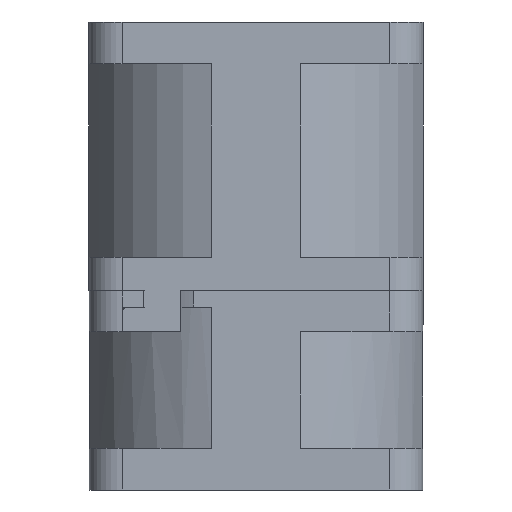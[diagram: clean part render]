
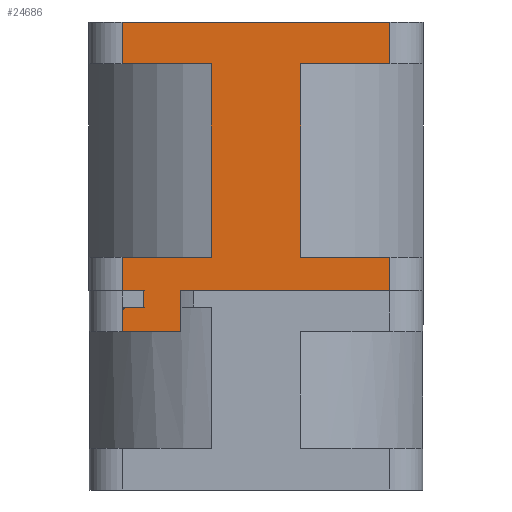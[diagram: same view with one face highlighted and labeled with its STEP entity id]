
A CAD part, front view. The second image highlights one B-rep face of the part: STEP entity #24686.
In plain terms, the highlighted planar face has unit normal (0, -1, 0).
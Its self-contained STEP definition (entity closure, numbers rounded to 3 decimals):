
#476=DIRECTION('',(1.,0.,0.));
#477=VECTOR('',#476,2.573);
#478=CARTESIAN_POINT('',(-16.072,-20.09,0.));
#479=LINE('',#478,#477);
#493=DIRECTION('',(1.,0.,0.));
#494=VECTOR('',#493,25.113);
#495=CARTESIAN_POINT('',(-9.041,-20.09,0.));
#496=LINE('',#495,#494);
#2540=DIRECTION('',(-1.,0.,0.));
#2541=VECTOR('',#2540,32.144);
#2542=CARTESIAN_POINT('',(16.072,-20.09,32.244));
#2543=LINE('',#2542,#2541);
#8257=DIRECTION('',(0.,0.,-1.));
#8258=VECTOR('',#8257,5.023);
#8259=CARTESIAN_POINT('',(-16.072,-20.09,32.244));
#8260=LINE('',#8259,#8258);
#8265=DIRECTION('',(0.,0.,1.));
#8266=VECTOR('',#8265,2.712);
#8267=CARTESIAN_POINT('',(-16.072,-20.09,-4.922));
#8268=LINE('',#8267,#8266);
#8269=DIRECTION('',(0.943,0.,0.333));
#8270=VECTOR('',#8269,0.603);
#8271=CARTESIAN_POINT('',(-16.072,-20.09,-2.21));
#8272=LINE('',#8271,#8270);
#8273=DIRECTION('',(1.,0.,0.));
#8274=VECTOR('',#8273,2.005);
#8275=CARTESIAN_POINT('',(-15.504,-20.09,-2.009));
#8276=LINE('',#8275,#8274);
#8277=DIRECTION('',(0.,0.,1.));
#8278=VECTOR('',#8277,2.009);
#8279=CARTESIAN_POINT('',(-13.499,-20.09,-2.009));
#8280=LINE('',#8279,#8278);
#8281=DIRECTION('',(1.,0.,0.));
#8282=VECTOR('',#8281,10.71);
#8283=CARTESIAN_POINT('',(-16.072,-20.09,4.018));
#8284=LINE('',#8283,#8282);
#8285=DIRECTION('',(-1.,0.,0.));
#8286=VECTOR('',#8285,10.71);
#8287=CARTESIAN_POINT('',(-5.362,-20.09,27.222));
#8288=LINE('',#8287,#8286);
#8289=DIRECTION('',(-1.,0.,0.));
#8290=VECTOR('',#8289,10.71);
#8291=CARTESIAN_POINT('',(16.072,-20.09,27.222));
#8292=LINE('',#8291,#8290);
#8293=DIRECTION('',(1.,0.,0.));
#8294=VECTOR('',#8293,10.71);
#8295=CARTESIAN_POINT('',(5.362,-20.09,4.018));
#8296=LINE('',#8295,#8294);
#8297=DIRECTION('',(0.,0.,1.));
#8298=VECTOR('',#8297,4.922);
#8299=CARTESIAN_POINT('',(-9.041,-20.09,-4.922));
#8300=LINE('',#8299,#8298);
#8322=DIRECTION('',(1.,0.,0.));
#8323=VECTOR('',#8322,7.032);
#8324=CARTESIAN_POINT('',(-16.072,-20.09,-4.922));
#8325=LINE('',#8324,#8323);
#8356=DIRECTION('',(0.,0.,-1.));
#8357=VECTOR('',#8356,4.018);
#8358=CARTESIAN_POINT('',(-16.072,-20.09,4.018));
#8359=LINE('',#8358,#8357);
#8384=DIRECTION('',(0.,0.,-1.));
#8385=VECTOR('',#8384,23.204);
#8386=CARTESIAN_POINT('',(-5.362,-20.09,27.222));
#8387=LINE('',#8386,#8385);
#8446=DIRECTION('',(0.,0.,1.));
#8447=VECTOR('',#8446,5.023);
#8448=CARTESIAN_POINT('',(16.072,-20.09,27.222));
#8449=LINE('',#8448,#8447);
#8470=DIRECTION('',(0.,0.,1.));
#8471=VECTOR('',#8470,23.204);
#8472=CARTESIAN_POINT('',(5.362,-20.09,4.018));
#8473=LINE('',#8472,#8471);
#8498=DIRECTION('',(0.,0.,1.));
#8499=VECTOR('',#8498,4.018);
#8500=CARTESIAN_POINT('',(16.072,-20.09,0.));
#8501=LINE('',#8500,#8499);
#12599=CARTESIAN_POINT('',(-16.072,-20.09,0.));
#12600=VERTEX_POINT('',#12599);
#12601=CARTESIAN_POINT('',(-13.499,-20.09,0.));
#12602=VERTEX_POINT('',#12601);
#12607=CARTESIAN_POINT('',(-9.041,-20.09,0.));
#12608=VERTEX_POINT('',#12607);
#12609=CARTESIAN_POINT('',(16.072,-20.09,0.));
#12610=VERTEX_POINT('',#12609);
#12649=CARTESIAN_POINT('',(16.072,-20.09,32.244));
#12650=VERTEX_POINT('',#12649);
#12651=CARTESIAN_POINT('',(-16.072,-20.09,32.244));
#12652=VERTEX_POINT('',#12651);
#12812=CARTESIAN_POINT('',(16.072,-20.09,4.018));
#12813=VERTEX_POINT('',#12812);
#12814=CARTESIAN_POINT('',(-9.041,-20.09,-4.922));
#12815=VERTEX_POINT('',#12814);
#12816=CARTESIAN_POINT('',(-16.072,-20.09,-4.922));
#12817=VERTEX_POINT('',#12816);
#12818=CARTESIAN_POINT('',(-16.072,-20.09,-2.21));
#12819=VERTEX_POINT('',#12818);
#12820=CARTESIAN_POINT('',(-15.504,-20.09,-2.009));
#12821=VERTEX_POINT('',#12820);
#12822=CARTESIAN_POINT('',(-13.499,-20.09,-2.009));
#12823=VERTEX_POINT('',#12822);
#12824=CARTESIAN_POINT('',(-16.072,-20.09,4.018));
#12825=VERTEX_POINT('',#12824);
#12826=CARTESIAN_POINT('',(-5.362,-20.09,4.018));
#12827=VERTEX_POINT('',#12826);
#12828=CARTESIAN_POINT('',(-5.362,-20.09,27.222));
#12829=VERTEX_POINT('',#12828);
#12830=CARTESIAN_POINT('',(-16.072,-20.09,27.222));
#12831=VERTEX_POINT('',#12830);
#12832=CARTESIAN_POINT('',(16.072,-20.09,27.222));
#12833=VERTEX_POINT('',#12832);
#12834=CARTESIAN_POINT('',(5.362,-20.09,27.222));
#12835=VERTEX_POINT('',#12834);
#12836=CARTESIAN_POINT('',(5.362,-20.09,4.018));
#12837=VERTEX_POINT('',#12836);
#24645=CARTESIAN_POINT('',(0.,-20.09,14.113));
#24646=DIRECTION('',(0.,1.,0.));
#24647=DIRECTION('',(1.,0.,0.));
#24648=AXIS2_PLACEMENT_3D('',#24645,#24646,#24647);
#24649=PLANE('',#24648);
#24651=ORIENTED_EDGE('',*,*,#24650,.F.);
#24653=ORIENTED_EDGE('',*,*,#24652,.F.);
#24655=ORIENTED_EDGE('',*,*,#24654,.T.);
#24657=ORIENTED_EDGE('',*,*,#24656,.T.);
#24659=ORIENTED_EDGE('',*,*,#24658,.T.);
#24661=ORIENTED_EDGE('',*,*,#24660,.T.);
#24662=ORIENTED_EDGE('',*,*,#15845,.F.);
#24664=ORIENTED_EDGE('',*,*,#24663,.F.);
#24666=ORIENTED_EDGE('',*,*,#24665,.T.);
#24668=ORIENTED_EDGE('',*,*,#24667,.F.);
#24670=ORIENTED_EDGE('',*,*,#24669,.T.);
#24671=ORIENTED_EDGE('',*,*,#24636,.F.);
#24672=ORIENTED_EDGE('',*,*,#17658,.F.);
#24674=ORIENTED_EDGE('',*,*,#24673,.F.);
#24676=ORIENTED_EDGE('',*,*,#24675,.T.);
#24678=ORIENTED_EDGE('',*,*,#24677,.F.);
#24680=ORIENTED_EDGE('',*,*,#24679,.T.);
#24682=ORIENTED_EDGE('',*,*,#24681,.F.);
#24683=ORIENTED_EDGE('',*,*,#15853,.F.);
#24684=EDGE_LOOP('',(#24651,#24653,#24655,#24657,#24659,#24661,#24662,#24664,
#24666,#24668,#24670,#24671,#24672,#24674,#24676,#24678,#24680,#24682,#24683));
#24685=FACE_OUTER_BOUND('',#24684,.F.);
#24686=ADVANCED_FACE('',(#24685),#24649,.F.);
#15845=EDGE_CURVE('',#12600,#12602,#479,.T.);
#15853=EDGE_CURVE('',#12608,#12610,#496,.T.);
#17658=EDGE_CURVE('',#12650,#12652,#2543,.T.);
#24636=EDGE_CURVE('',#12652,#12831,#8260,.T.);
#24650=EDGE_CURVE('',#12815,#12608,#8300,.T.);
#24652=EDGE_CURVE('',#12817,#12815,#8325,.T.);
#24654=EDGE_CURVE('',#12817,#12819,#8268,.T.);
#24656=EDGE_CURVE('',#12819,#12821,#8272,.T.);
#24658=EDGE_CURVE('',#12821,#12823,#8276,.T.);
#24660=EDGE_CURVE('',#12823,#12602,#8280,.T.);
#24663=EDGE_CURVE('',#12825,#12600,#8359,.T.);
#24665=EDGE_CURVE('',#12825,#12827,#8284,.T.);
#24667=EDGE_CURVE('',#12829,#12827,#8387,.T.);
#24669=EDGE_CURVE('',#12829,#12831,#8288,.T.);
#24673=EDGE_CURVE('',#12833,#12650,#8449,.T.);
#24675=EDGE_CURVE('',#12833,#12835,#8292,.T.);
#24677=EDGE_CURVE('',#12837,#12835,#8473,.T.);
#24679=EDGE_CURVE('',#12837,#12813,#8296,.T.);
#24681=EDGE_CURVE('',#12610,#12813,#8501,.T.);
